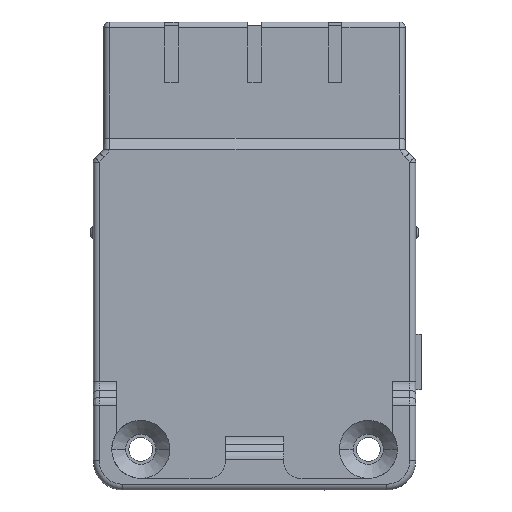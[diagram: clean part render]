
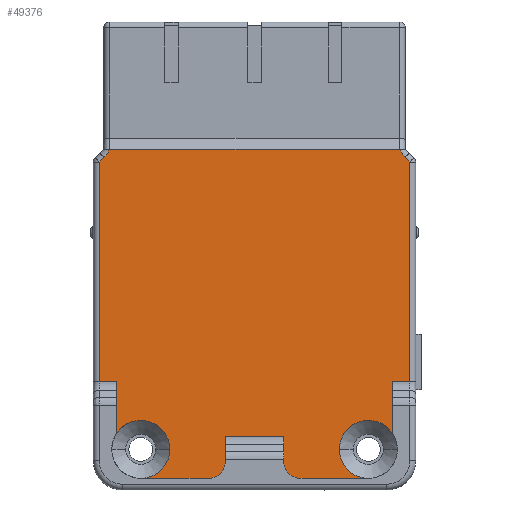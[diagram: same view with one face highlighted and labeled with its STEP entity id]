
A CAD part, front view. The second image highlights one B-rep face of the part: STEP entity #49376.
In plain terms, the highlighted planar face has unit normal (0, -1, 0).
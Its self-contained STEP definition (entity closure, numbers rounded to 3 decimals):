
#7968=DIRECTION('',(0.,0.,1.));
#7969=VECTOR('',#7968,4.458);
#7970=CARTESIAN_POINT('',(11.463,-5.75,
-15.294));
#7971=LINE('',#7970,#7969);
#8045=DIRECTION('',(0.,0.,-1.));
#8046=VECTOR('',#8045,2.114);
#8047=CARTESIAN_POINT('',(2.063,-5.75,
-15.536));
#8048=LINE('',#8047,#8046);
#8057=CARTESIAN_POINT('',(-4.437,-5.75,-17.65));
#8058=DIRECTION('',(0.,1.,0.));
#8059=DIRECTION('',(1.,0.,0.));
#8060=AXIS2_PLACEMENT_3D('',#8057,#8058,#8059);
#8062=DIRECTION('',(-1.,0.,0.));
#8063=VECTOR('',#8062,5.8);
#8064=CARTESIAN_POINT('',(-4.437,-5.75,-19.15));
#8065=LINE('',#8064,#8063);
#8066=CARTESIAN_POINT('',(-10.237,-5.75,-16.65));
#8067=DIRECTION('',(0.,-1.,0.));
#8068=DIRECTION('',(0.,0.,-1.));
#8069=AXIS2_PLACEMENT_3D('',#8066,#8067,#8068);
#8071=CARTESIAN_POINT('',(-10.237,-5.75,-16.65));
#8072=DIRECTION('',(0.,-1.,0.));
#8073=DIRECTION('',(1.,0.,0.));
#8074=AXIS2_PLACEMENT_3D('',#8071,#8072,#8073);
#8076=CARTESIAN_POINT('',(-10.237,-5.75,-16.65));
#8077=DIRECTION('',(0.,-1.,0.));
#8078=DIRECTION('',(0.,0.,1.));
#8079=AXIS2_PLACEMENT_3D('',#8076,#8077,#8078);
#8081=DIRECTION('',(0.707,0.,0.707));
#8082=VECTOR('',#8081,0.566);
#8083=CARTESIAN_POINT('',(-13.812,-5.75,
8.093));
#8084=LINE('',#8083,#8082);
#8085=CARTESIAN_POINT('',(-13.412,-5.75,
8.493));
#8086=CARTESIAN_POINT('',(-13.207,-5.75,
8.698));
#8087=CARTESIAN_POINT('',(-13.039,-5.75,
8.939));
#8088=CARTESIAN_POINT('',(-12.912,-5.75,
9.2));
#8090=DIRECTION('',(1.,0.,0.));
#8091=VECTOR('',#8090,24.95);
#8092=CARTESIAN_POINT('',(-12.912,-5.75,
9.2));
#8093=LINE('',#8092,#8091);
#8094=CARTESIAN_POINT('',(12.038,-5.75,9.2));
#8095=CARTESIAN_POINT('',(12.164,-5.75,8.939));
#8096=CARTESIAN_POINT('',(12.333,-5.75,8.698));
#8097=CARTESIAN_POINT('',(12.538,-5.75,8.493));
#8099=DIRECTION('',(0.707,0.,-0.707));
#8100=VECTOR('',#8099,0.566);
#8101=CARTESIAN_POINT('',(12.538,-5.75,8.493));
#8102=LINE('',#8101,#8100);
#8103=CARTESIAN_POINT('',(9.363,-5.75,-16.65));
#8104=DIRECTION('',(0.,-1.,0.));
#8105=DIRECTION('',(0.84,0.,0.543));
#8106=AXIS2_PLACEMENT_3D('',#8103,#8104,#8105);
#8108=CARTESIAN_POINT('',(9.363,-5.75,-16.65));
#8109=DIRECTION('',(0.,-1.,0.));
#8110=DIRECTION('',(0.,0.,1.));
#8111=AXIS2_PLACEMENT_3D('',#8108,#8109,#8110);
#8113=CARTESIAN_POINT('',(9.363,-5.75,-16.65));
#8114=DIRECTION('',(0.,-1.,0.));
#8115=DIRECTION('',(-1.,0.,0.));
#8116=AXIS2_PLACEMENT_3D('',#8113,#8114,#8115);
#8118=DIRECTION('',(-1.,0.,0.));
#8119=VECTOR('',#8118,5.8);
#8120=CARTESIAN_POINT('',(9.363,-5.75,-19.15));
#8121=LINE('',#8120,#8119);
#8122=CARTESIAN_POINT('',(3.563,-5.75,-17.65));
#8123=DIRECTION('',(0.,1.,0.));
#8124=DIRECTION('',(0.,0.,-1.));
#8125=AXIS2_PLACEMENT_3D('',#8122,#8123,#8124);
#13888=DIRECTION('',(0.,0.,-1.));
#13889=VECTOR('',#13888,18.929);
#13890=CARTESIAN_POINT('',(-13.812,-5.75,
8.093));
#13891=LINE('',#13890,#13889);
#13994=DIRECTION('',(0.,0.,-1.));
#13995=VECTOR('',#13994,4.458);
#13996=CARTESIAN_POINT('',(-12.337,-5.75,
-10.836));
#13997=LINE('',#13996,#13995);
#14002=DIRECTION('',(1.,0.,0.));
#14003=VECTOR('',#14002,1.475);
#14004=CARTESIAN_POINT('',(-13.812,-5.75,
-10.836));
#14005=LINE('',#14004,#14003);
#14034=DIRECTION('',(0.,0.,1.));
#14035=VECTOR('',#14034,18.929);
#14036=CARTESIAN_POINT('',(12.938,-5.75,
-10.836));
#14037=LINE('',#14036,#14035);
#14053=DIRECTION('',(1.,0.,0.));
#14054=VECTOR('',#14053,1.475);
#14055=CARTESIAN_POINT('',(11.463,-5.75,
-10.836));
#14056=LINE('',#14055,#14054);
#14747=DIRECTION('',(0.,0.,1.));
#14748=VECTOR('',#14747,2.114);
#14749=CARTESIAN_POINT('',(-2.937,-5.75,-17.65));
#14750=LINE('',#14749,#14748);
#14769=DIRECTION('',(1.,0.,0.));
#14770=VECTOR('',#14769,5.);
#14771=CARTESIAN_POINT('',(-2.937,-5.75,
-15.536));
#14772=LINE('',#14771,#14770);
#31980=CARTESIAN_POINT('',(-10.237,-5.75,-19.15));
#31981=VERTEX_POINT('',#31980);
#31986=CARTESIAN_POINT('',(-12.337,-5.75,
-15.294));
#31987=VERTEX_POINT('',#31986);
#31988=CARTESIAN_POINT('',(-10.237,-5.75,-14.15));
#31989=VERTEX_POINT('',#31988);
#31990=CARTESIAN_POINT('',(-7.737,-5.75,-16.65));
#31991=VERTEX_POINT('',#31990);
#31992=CARTESIAN_POINT('',(-2.937,-5.75,-17.65));
#31993=CARTESIAN_POINT('',(-4.437,-5.75,-19.15));
#31994=VERTEX_POINT('',#31992);
#31995=VERTEX_POINT('',#31993);
#31996=CARTESIAN_POINT('',(-12.337,-5.75,
-10.836));
#31997=VERTEX_POINT('',#31996);
#31998=CARTESIAN_POINT('',(-13.812,-5.75,
-10.836));
#31999=VERTEX_POINT('',#31998);
#32000=CARTESIAN_POINT('',(-13.812,-5.75,
8.093));
#32001=VERTEX_POINT('',#32000);
#32002=CARTESIAN_POINT('',(-13.412,-5.75,
8.493));
#32003=VERTEX_POINT('',#32002);
#32004=VERTEX_POINT('',#8088);
#32005=CARTESIAN_POINT('',(12.038,-5.75,
9.2));
#32006=VERTEX_POINT('',#32005);
#32007=VERTEX_POINT('',#8097);
#32008=CARTESIAN_POINT('',(12.938,-5.75,
8.093));
#32009=VERTEX_POINT('',#32008);
#32010=CARTESIAN_POINT('',(12.938,-5.75,
-10.836));
#32011=VERTEX_POINT('',#32010);
#32012=CARTESIAN_POINT('',(11.463,-5.75,
-10.836));
#32013=VERTEX_POINT('',#32012);
#32014=CARTESIAN_POINT('',(11.463,-5.75,
-15.294));
#32015=VERTEX_POINT('',#32014);
#32016=CARTESIAN_POINT('',(9.363,-5.75,-14.15));
#32017=CARTESIAN_POINT('',(6.863,-5.75,-16.65));
#32018=VERTEX_POINT('',#32016);
#32019=VERTEX_POINT('',#32017);
#32020=CARTESIAN_POINT('',(9.363,-5.75,-19.15));
#32021=VERTEX_POINT('',#32020);
#32022=CARTESIAN_POINT('',(3.563,-5.75,-19.15));
#32023=VERTEX_POINT('',#32022);
#32024=CARTESIAN_POINT('',(2.063,-5.75,-17.65));
#32025=VERTEX_POINT('',#32024);
#32026=CARTESIAN_POINT('',(2.063,-5.75,
-15.536));
#32027=VERTEX_POINT('',#32026);
#32028=CARTESIAN_POINT('',(-2.937,-5.75,
-15.536));
#32029=VERTEX_POINT('',#32028);
#49324=CARTESIAN_POINT('',(-15.03,-5.75,
-15.991));
#49325=DIRECTION('',(0.,-1.,0.));
#49326=DIRECTION('',(1.,0.,0.));
#49327=AXIS2_PLACEMENT_3D('',#49324,#49325,#49326);
#49328=PLANE('',#49327);
#49330=ORIENTED_EDGE('',*,*,#49329,.T.);
#49332=ORIENTED_EDGE('',*,*,#49331,.T.);
#49334=ORIENTED_EDGE('',*,*,#49333,.T.);
#49336=ORIENTED_EDGE('',*,*,#49335,.T.);
#49338=ORIENTED_EDGE('',*,*,#49337,.T.);
#49340=ORIENTED_EDGE('',*,*,#49339,.F.);
#49342=ORIENTED_EDGE('',*,*,#49341,.F.);
#49344=ORIENTED_EDGE('',*,*,#49343,.F.);
#49346=ORIENTED_EDGE('',*,*,#49345,.T.);
#49348=ORIENTED_EDGE('',*,*,#49347,.T.);
#49350=ORIENTED_EDGE('',*,*,#49349,.T.);
#49352=ORIENTED_EDGE('',*,*,#49351,.T.);
#49354=ORIENTED_EDGE('',*,*,#49353,.T.);
#49356=ORIENTED_EDGE('',*,*,#49355,.F.);
#49358=ORIENTED_EDGE('',*,*,#49357,.F.);
#49359=ORIENTED_EDGE('',*,*,#49242,.F.);
#49361=ORIENTED_EDGE('',*,*,#49360,.T.);
#49363=ORIENTED_EDGE('',*,*,#49362,.T.);
#49365=ORIENTED_EDGE('',*,*,#49364,.T.);
#49367=ORIENTED_EDGE('',*,*,#49366,.T.);
#49368=ORIENTED_EDGE('',*,*,#49315,.T.);
#49369=ORIENTED_EDGE('',*,*,#49305,.F.);
#49371=ORIENTED_EDGE('',*,*,#49370,.F.);
#49373=ORIENTED_EDGE('',*,*,#49372,.F.);
#49374=EDGE_LOOP('',(#49330,#49332,#49334,#49336,#49338,#49340,#49342,#49344,
#49346,#49348,#49350,#49352,#49354,#49356,#49358,#49359,#49361,#49363,#49365,
#49367,#49368,#49369,#49371,#49373));
#49375=FACE_OUTER_BOUND('',#49374,.F.);
#49376=ADVANCED_FACE('',(#49375),#49328,.T.);
#8061=CIRCLE('',#8060,1.5);
#8070=CIRCLE('',#8069,2.5);
#8075=CIRCLE('',#8074,2.5);
#8080=CIRCLE('',#8079,2.5);
#8089=B_SPLINE_CURVE_WITH_KNOTS('',3,(#8085,#8086,#8087,#8088),.UNSPECIFIED.,
.F.,.F.,(4,4),(0.,1.),.UNSPECIFIED.);
#8098=B_SPLINE_CURVE_WITH_KNOTS('',3,(#8094,#8095,#8096,#8097),.UNSPECIFIED.,
.F.,.F.,(4,4),(0.,1.),.UNSPECIFIED.);
#8107=CIRCLE('',#8106,2.5);
#8112=CIRCLE('',#8111,2.5);
#8117=CIRCLE('',#8116,2.5);
#8126=CIRCLE('',#8125,1.5);
#49242=EDGE_CURVE('',#32015,#32013,#7971,.T.);
#49305=EDGE_CURVE('',#32027,#32025,#8048,.T.);
#49315=EDGE_CURVE('',#32023,#32025,#8126,.T.);
#49329=EDGE_CURVE('',#31994,#31995,#8061,.T.);
#49331=EDGE_CURVE('',#31995,#31981,#8065,.T.);
#49333=EDGE_CURVE('',#31981,#31991,#8070,.T.);
#49335=EDGE_CURVE('',#31991,#31989,#8075,.T.);
#49337=EDGE_CURVE('',#31989,#31987,#8080,.T.);
#49339=EDGE_CURVE('',#31997,#31987,#13997,.T.);
#49341=EDGE_CURVE('',#31999,#31997,#14005,.T.);
#49343=EDGE_CURVE('',#32001,#31999,#13891,.T.);
#49345=EDGE_CURVE('',#32001,#32003,#8084,.T.);
#49347=EDGE_CURVE('',#32003,#32004,#8089,.T.);
#49349=EDGE_CURVE('',#32004,#32006,#8093,.T.);
#49351=EDGE_CURVE('',#32006,#32007,#8098,.T.);
#49353=EDGE_CURVE('',#32007,#32009,#8102,.T.);
#49355=EDGE_CURVE('',#32011,#32009,#14037,.T.);
#49357=EDGE_CURVE('',#32013,#32011,#14056,.T.);
#49360=EDGE_CURVE('',#32015,#32018,#8107,.T.);
#49362=EDGE_CURVE('',#32018,#32019,#8112,.T.);
#49364=EDGE_CURVE('',#32019,#32021,#8117,.T.);
#49366=EDGE_CURVE('',#32021,#32023,#8121,.T.);
#49370=EDGE_CURVE('',#32029,#32027,#14772,.T.);
#49372=EDGE_CURVE('',#31994,#32029,#14750,.T.);
